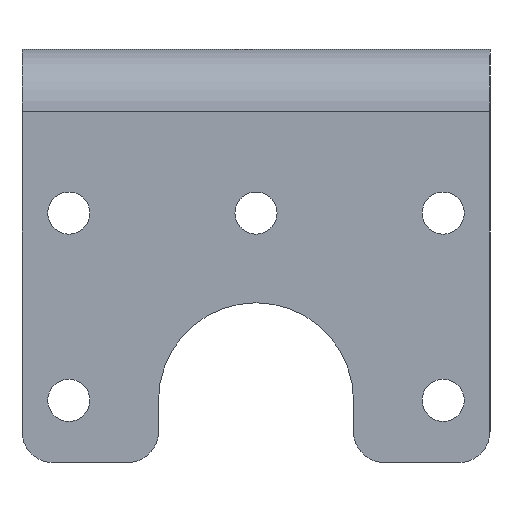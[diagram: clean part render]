
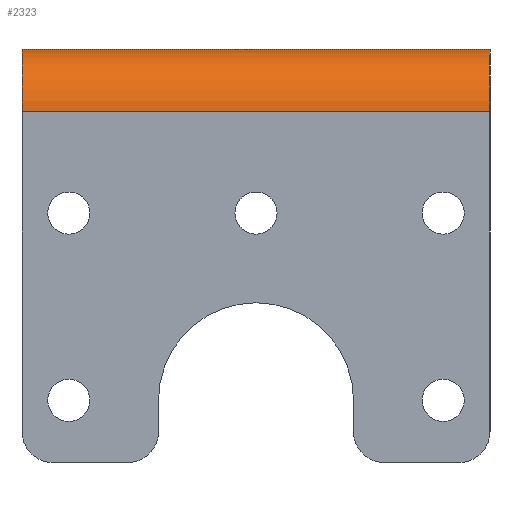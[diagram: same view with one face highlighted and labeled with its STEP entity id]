
A CAD part, left-side view. The second image highlights one B-rep face of the part: STEP entity #2323.
In plain terms, the highlighted cylindrical face has radius 4 mm (diameter 8 mm), a partial arc.
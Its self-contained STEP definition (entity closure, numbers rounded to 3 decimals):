
#48 = EDGE_CURVE ( 'NONE', #2387, #1640, #696, .T. ) ;
#116 = DIRECTION ( 'NONE',  ( 0., -1., 0. ) ) ;
#263 = LINE ( 'NONE', #1008, #571 ) ;
#328 = CIRCLE ( 'NONE', #633, 4. ) ;
#344 = CARTESIAN_POINT ( 'NONE',  ( -22., 15., 0. ) ) ;
#410 = AXIS2_PLACEMENT_3D ( 'NONE', #890, #116, #1242 ) ;
#421 = CARTESIAN_POINT ( 'NONE',  ( -22., -15., 0. ) ) ;
#485 = AXIS2_PLACEMENT_3D ( 'NONE', #1578, #649, #1592 ) ;
#504 = CYLINDRICAL_SURFACE ( 'NONE', #410, 4. ) ;
#571 = VECTOR ( 'NONE', #1748, 1000. ) ;
#633 = AXIS2_PLACEMENT_3D ( 'NONE', #740, #1132, #2038 ) ;
#649 = DIRECTION ( 'NONE',  ( 0., 1., 0. ) ) ;
#696 = LINE ( 'NONE', #817, #1673 ) ;
#712 = CIRCLE ( 'NONE', #485, 4. ) ;
#740 = CARTESIAN_POINT ( 'NONE',  ( -22., 15., -4. ) ) ;
#771 = EDGE_CURVE ( 'NONE', #2386, #1672, #263, .T. ) ;
#817 = CARTESIAN_POINT ( 'NONE',  ( -22., 15., 0. ) ) ;
#890 = CARTESIAN_POINT ( 'NONE',  ( -22., 15., -4. ) ) ;
#985 = EDGE_LOOP ( 'NONE', ( #1606, #2037, #1340, #2369 ) ) ;
#1008 = CARTESIAN_POINT ( 'NONE',  ( -26., 15., -4. ) ) ;
#1132 = DIRECTION ( 'NONE',  ( 0., 1., 0. ) ) ;
#1242 = DIRECTION ( 'NONE',  ( 0., 0., -1. ) ) ;
#1340 = ORIENTED_EDGE ( 'NONE', *, *, #2031, .F. ) ;
#1578 = CARTESIAN_POINT ( 'NONE',  ( -22., -15., -4. ) ) ;
#1592 = DIRECTION ( 'NONE',  ( 0., 0., -1. ) ) ;
#1606 = ORIENTED_EDGE ( 'NONE', *, *, #1730, .T. ) ;
#1640 = VERTEX_POINT ( 'NONE', #421 ) ;
#1672 = VERTEX_POINT ( 'NONE', #1905 ) ;
#1673 = VECTOR ( 'NONE', #2306, 1000. ) ;
#1730 = EDGE_CURVE ( 'NONE', #1672, #1640, #712, .T. ) ;
#1748 = DIRECTION ( 'NONE',  ( 0., -1., 0. ) ) ;
#1905 = CARTESIAN_POINT ( 'NONE',  ( -26., -15., -4. ) ) ;
#2031 = EDGE_CURVE ( 'NONE', #2386, #2387, #328, .T. ) ;
#2037 = ORIENTED_EDGE ( 'NONE', *, *, #48, .F. ) ;
#2038 = DIRECTION ( 'NONE',  ( 0., 0., -1. ) ) ;
#2211 = FACE_OUTER_BOUND ( 'NONE', #985, .T. ) ;
#2306 = DIRECTION ( 'NONE',  ( 0., -1., 0. ) ) ;
#2323 = ADVANCED_FACE ( 'NONE', ( #2211 ), #504, .T. ) ;
#2352 = CARTESIAN_POINT ( 'NONE',  ( -26., 15., -4. ) ) ;
#2369 = ORIENTED_EDGE ( 'NONE', *, *, #771, .T. ) ;
#2386 = VERTEX_POINT ( 'NONE', #2352 ) ;
#2387 = VERTEX_POINT ( 'NONE', #344 ) ;
